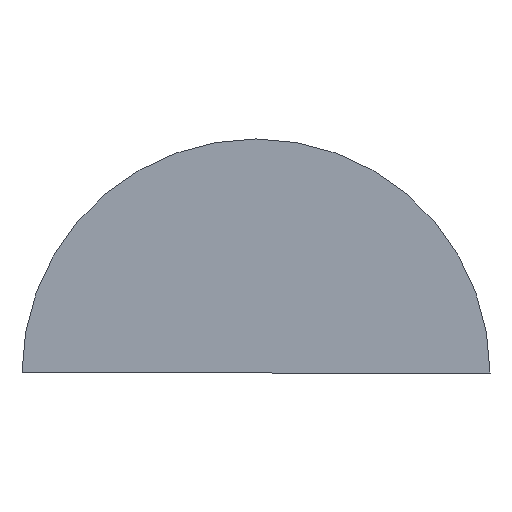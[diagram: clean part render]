
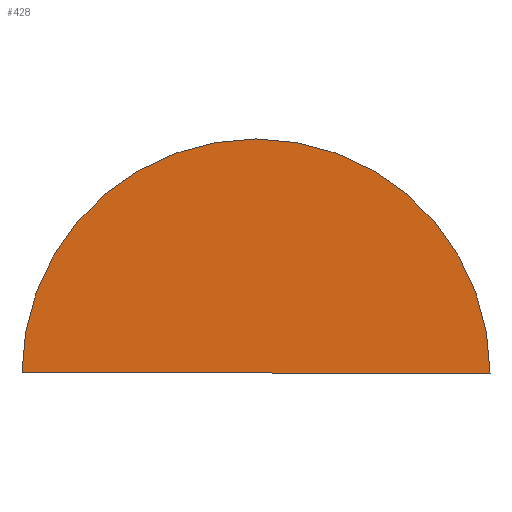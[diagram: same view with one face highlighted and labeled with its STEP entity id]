
A CAD part, left-side view. The second image highlights one B-rep face of the part: STEP entity #428.
In plain terms, the highlighted planar face has unit normal (-1, 0, 0).
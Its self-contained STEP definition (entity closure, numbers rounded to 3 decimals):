
#3 = VERTEX_POINT ( 'NONE', #357 ) ;
#20 = ORIENTED_EDGE ( 'NONE', *, *, #162, .T. ) ;
#27 = VERTEX_POINT ( 'NONE', #395 ) ;
#43 = PLANE ( 'NONE',  #124 ) ;
#49 = CARTESIAN_POINT ( 'NONE',  ( -10000., -5000., 0. ) ) ;
#53 = DIRECTION ( 'NONE',  ( -1., 0., 0. ) ) ;
#81 = ORIENTED_EDGE ( 'NONE', *, *, #105, .F. ) ;
#105 = EDGE_CURVE ( 'NONE', #3, #519, #454, .T. ) ;
#124 = AXIS2_PLACEMENT_3D ( 'NONE', #288, #212, #376 ) ;
#132 = DIRECTION ( 'NONE',  ( 0., 0., 1. ) ) ;
#136 = CARTESIAN_POINT ( 'NONE',  ( -10000., 0., 0. ) ) ;
#148 = CIRCLE ( 'NONE', #275, 5000. ) ;
#162 = EDGE_CURVE ( 'NONE', #3, #27, #148, .T. ) ;
#202 = ORIENTED_EDGE ( 'NONE', *, *, #493, .T. ) ;
#212 = DIRECTION ( 'NONE',  ( 1., 0., 0. ) ) ;
#259 = CARTESIAN_POINT ( 'NONE',  ( -10000., 0., 0. ) ) ;
#275 = AXIS2_PLACEMENT_3D ( 'NONE', #259, #53, #132 ) ;
#278 = EDGE_LOOP ( 'NONE', ( #20, #202, #81 ) ) ;
#288 = CARTESIAN_POINT ( 'NONE',  ( -10000., -5000., 0. ) ) ;
#299 = CARTESIAN_POINT ( 'NONE',  ( -10000., 5000., 0. ) ) ;
#333 = DIRECTION ( 'NONE',  ( 0., 0., 1. ) ) ;
#338 = DIRECTION ( 'NONE',  ( 0., 1., 0. ) ) ;
#347 = AXIS2_PLACEMENT_3D ( 'NONE', #136, #496, #333 ) ;
#357 = CARTESIAN_POINT ( 'NONE',  ( -10000., -5000., 0. ) ) ;
#376 = DIRECTION ( 'NONE',  ( 0., 0., -1. ) ) ;
#395 = CARTESIAN_POINT ( 'NONE',  ( -10000., 0., 5000. ) ) ;
#413 = FACE_OUTER_BOUND ( 'NONE', #278, .T. ) ;
#428 = ADVANCED_FACE ( 'NONE', ( #413 ), #43, .F. ) ;
#454 = LINE ( 'NONE', #49, #526 ) ;
#471 = CIRCLE ( 'NONE', #347, 5000. ) ;
#493 = EDGE_CURVE ( 'NONE', #27, #519, #471, .T. ) ;
#496 = DIRECTION ( 'NONE',  ( -1., 0., 0. ) ) ;
#519 = VERTEX_POINT ( 'NONE', #299 ) ;
#526 = VECTOR ( 'NONE', #338, 1000. ) ;
